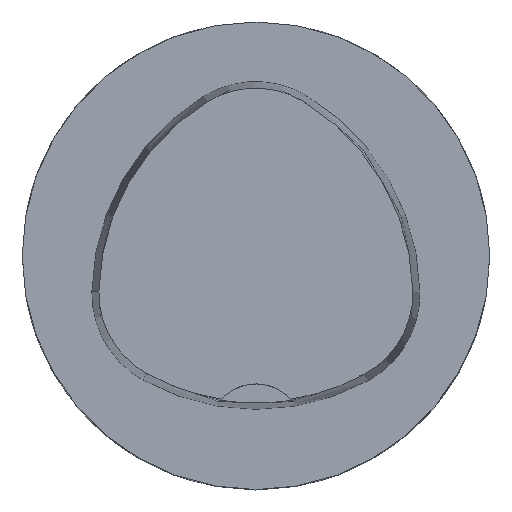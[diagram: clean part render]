
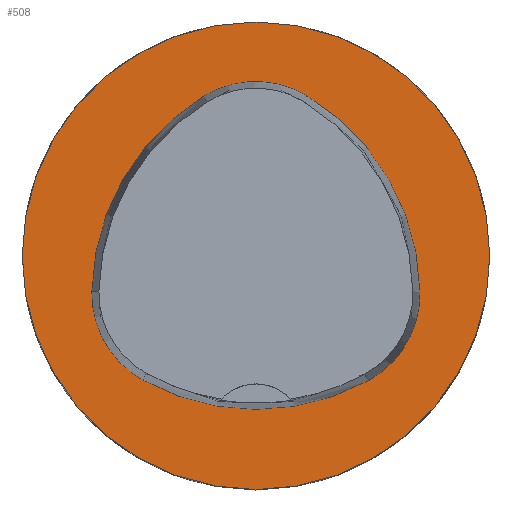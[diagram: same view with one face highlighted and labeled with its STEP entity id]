
A CAD part, top view. The second image highlights one B-rep face of the part: STEP entity #508.
In plain terms, the highlighted planar face has unit normal (0, 0, 1).
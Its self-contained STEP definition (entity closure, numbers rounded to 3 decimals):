
#160=PLANE('',#738);
#230=EDGE_LOOP('',(#315,#316,#317,#318,#319,#320));
#231=EDGE_LOOP('',(#321));
#315=ORIENTED_EDGE('',*,*,#412,.T.);
#316=ORIENTED_EDGE('',*,*,#392,.T.);
#317=ORIENTED_EDGE('',*,*,#396,.T.);
#318=ORIENTED_EDGE('',*,*,#399,.T.);
#319=ORIENTED_EDGE('',*,*,#402,.T.);
#320=ORIENTED_EDGE('',*,*,#410,.T.);
#321=ORIENTED_EDGE('',*,*,#415,.F.);
#392=EDGE_CURVE('',#576,#577,#455,.T.);
#396=EDGE_CURVE('',#577,#580,#457,.T.);
#399=EDGE_CURVE('',#580,#582,#459,.T.);
#402=EDGE_CURVE('',#582,#584,#461,.T.);
#410=EDGE_CURVE('',#584,#591,#465,.T.);
#412=EDGE_CURVE('',#591,#576,#467,.T.);
#415=EDGE_CURVE('',#592,#592,#470,.T.);
#455=CIRCLE('',#715,20.);
#457=CIRCLE('',#718,8.5);
#459=CIRCLE('',#721,20.);
#461=CIRCLE('',#724,8.5);
#465=CIRCLE('',#729,20.);
#467=CIRCLE('',#732,8.5);
#470=CIRCLE('',#737,20.);
#508=ADVANCED_FACE('',(#552,#553),#160,.T.);
#552=FACE_BOUND('',#230,.T.);
#553=FACE_BOUND('',#231,.T.);
#576=VERTEX_POINT('',#6351);
#577=VERTEX_POINT('',#6352);
#580=VERTEX_POINT('',#6360);
#582=VERTEX_POINT('',#6366);
#584=VERTEX_POINT('',#6372);
#591=VERTEX_POINT('',#6393);
#592=VERTEX_POINT('',#6403);
#715=AXIS2_PLACEMENT_3D('',#6350,#836,#837);
#718=AXIS2_PLACEMENT_3D('',#6359,#844,#845);
#721=AXIS2_PLACEMENT_3D('',#6365,#851,#852);
#724=AXIS2_PLACEMENT_3D('',#6371,#858,#859);
#729=AXIS2_PLACEMENT_3D('',#6394,#870,#871);
#732=AXIS2_PLACEMENT_3D('',#6397,#876,#877);
#737=AXIS2_PLACEMENT_3D('',#6402,#886,#887);
#738=AXIS2_PLACEMENT_3D('',#6404,#888,#889);
#836=DIRECTION('',(0.,0.,-1.));
#837=DIRECTION('',(-1.,0.,0.));
#844=DIRECTION('',(0.,0.,-1.));
#845=DIRECTION('',(-1.,0.,0.));
#851=DIRECTION('',(0.,0.,-1.));
#852=DIRECTION('',(-1.,0.,0.));
#858=DIRECTION('',(0.,0.,-1.));
#859=DIRECTION('',(-1.,0.,0.));
#870=DIRECTION('',(0.,0.,-1.));
#871=DIRECTION('',(-1.,0.,0.));
#876=DIRECTION('',(0.,0.,-1.));
#877=DIRECTION('',(-1.,0.,0.));
#886=DIRECTION('',(0.,0.,-1.));
#887=DIRECTION('',(-1.,0.,0.));
#888=DIRECTION('',(0.,0.,1.));
#889=DIRECTION('',(1.,0.,0.));
#6350=CARTESIAN_POINT('',(5.955,-3.414,0.));
#6351=CARTESIAN_POINT('',(-14.041,-3.042,0.));
#6352=CARTESIAN_POINT('',(-4.472,13.653,0.));
#6359=CARTESIAN_POINT('',(-0.04,6.4,0.));
#6360=CARTESIAN_POINT('',(4.347,13.68,0.));
#6365=CARTESIAN_POINT('',(-5.976,-3.45,0.));
#6366=CARTESIAN_POINT('',(14.021,-3.075,0.));
#6371=CARTESIAN_POINT('',(5.522,-3.235,0.));
#6372=CARTESIAN_POINT('',(9.588,-10.699,0.));
#6393=CARTESIAN_POINT('',(-9.655,-10.639,0.));
#6394=CARTESIAN_POINT('',(0.022,6.864,0.));
#6397=CARTESIAN_POINT('',(-5.543,-3.2,0.));
#6402=CARTESIAN_POINT('',(0.,0.,0.));
#6403=CARTESIAN_POINT('',(-20.,0.,0.));
#6404=CARTESIAN_POINT('',(0.,0.,0.));
